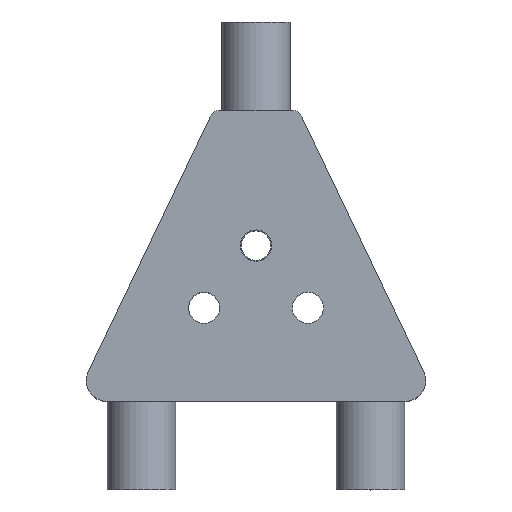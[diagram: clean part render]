
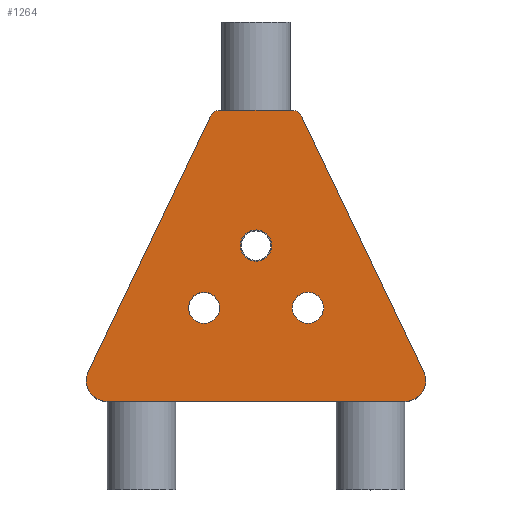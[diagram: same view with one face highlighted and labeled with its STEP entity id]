
A CAD part, top view. The second image highlights one B-rep face of the part: STEP entity #1264.
In plain terms, the highlighted face is planar.
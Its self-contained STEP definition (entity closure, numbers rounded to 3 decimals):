
#38=LINE('',#1922,#134);
#51=LINE('',#1973,#147);
#54=LINE('',#1981,#150);
#55=LINE('',#1983,#151);
#134=VECTOR('',#1535,10.);
#147=VECTOR('',#1560,10.);
#150=VECTOR('',#1567,10.);
#151=VECTOR('',#1570,10.);
#232=PLANE('',#1360);
#269=FACE_BOUND('',#389,.T.);
#270=FACE_BOUND('',#390,.T.);
#271=FACE_BOUND('',#391,.T.);
#307=FACE_OUTER_BOUND('',#388,.T.);
#388=EDGE_LOOP('',(#901,#902,#903,#904,#905,#906,#907,#908));
#389=EDGE_LOOP('',(#909));
#390=EDGE_LOOP('',(#910));
#391=EDGE_LOOP('',(#911));
#473=CIRCLE('',#1330,1.5);
#475=CIRCLE('',#1333,1.5);
#477=CIRCLE('',#1336,1.5);
#486=CIRCLE('',#1352,2.);
#489=CIRCLE('',#1358,2.);
#490=CIRCLE('',#1361,1.);
#491=CIRCLE('',#1362,1.);
#549=VERTEX_POINT('',#1876);
#551=VERTEX_POINT('',#1881);
#553=VERTEX_POINT('',#1886);
#563=VERTEX_POINT('',#1912);
#564=VERTEX_POINT('',#1914);
#566=VERTEX_POINT('',#1920);
#580=VERTEX_POINT('',#1966);
#581=VERTEX_POINT('',#1968);
#582=VERTEX_POINT('',#1972);
#584=VERTEX_POINT('',#1978);
#585=VERTEX_POINT('',#1980);
#676=EDGE_CURVE('',#549,#549,#473,.T.);
#678=EDGE_CURVE('',#551,#551,#475,.T.);
#680=EDGE_CURVE('',#553,#553,#477,.T.);
#690=EDGE_CURVE('',#563,#564,#486,.T.);
#694=EDGE_CURVE('',#563,#566,#38,.T.);
#709=EDGE_CURVE('',#580,#581,#489,.T.);
#711=EDGE_CURVE('',#582,#581,#51,.T.);
#714=EDGE_CURVE('',#584,#566,#490,.T.);
#715=EDGE_CURVE('',#584,#585,#54,.T.);
#716=EDGE_CURVE('',#582,#585,#491,.T.);
#717=EDGE_CURVE('',#580,#564,#55,.T.);
#901=ORIENTED_EDGE('',*,*,#690,.F.);
#902=ORIENTED_EDGE('',*,*,#694,.T.);
#903=ORIENTED_EDGE('',*,*,#714,.F.);
#904=ORIENTED_EDGE('',*,*,#715,.T.);
#905=ORIENTED_EDGE('',*,*,#716,.F.);
#906=ORIENTED_EDGE('',*,*,#711,.T.);
#907=ORIENTED_EDGE('',*,*,#709,.F.);
#908=ORIENTED_EDGE('',*,*,#717,.T.);
#909=ORIENTED_EDGE('',*,*,#676,.T.);
#910=ORIENTED_EDGE('',*,*,#678,.T.);
#911=ORIENTED_EDGE('',*,*,#680,.T.);
#1264=ADVANCED_FACE('',(#307,#269,#270,#271),#232,.F.);
#1330=AXIS2_PLACEMENT_3D('',#1877,#1483,#1484);
#1333=AXIS2_PLACEMENT_3D('',#1882,#1489,#1490);
#1336=AXIS2_PLACEMENT_3D('',#1887,#1495,#1496);
#1352=AXIS2_PLACEMENT_3D('',#1915,#1528,#1529);
#1358=AXIS2_PLACEMENT_3D('',#1969,#1555,#1556);
#1360=AXIS2_PLACEMENT_3D('',#1977,#1563,#1564);
#1361=AXIS2_PLACEMENT_3D('',#1979,#1565,#1566);
#1362=AXIS2_PLACEMENT_3D('',#1982,#1568,#1569);
#1483=DIRECTION('center_axis',(0.,0.,1.));
#1484=DIRECTION('ref_axis',(1.,0.,0.));
#1489=DIRECTION('center_axis',(0.,0.,1.));
#1490=DIRECTION('ref_axis',(1.,0.,0.));
#1495=DIRECTION('center_axis',(0.,0.,1.));
#1496=DIRECTION('ref_axis',(1.,0.,0.));
#1528=DIRECTION('center_axis',(0.,0.,1.));
#1529=DIRECTION('ref_axis',(-0.846,-0.533,0.));
#1535=DIRECTION('',(0.431,0.902,0.));
#1555=DIRECTION('center_axis',(0.,0.,1.));
#1556=DIRECTION('ref_axis',(0.846,-0.533,0.));
#1560=DIRECTION('',(0.431,-0.902,0.));
#1563=DIRECTION('center_axis',(0.,0.,1.));
#1564=DIRECTION('ref_axis',(1.,0.,0.));
#1565=DIRECTION('center_axis',(0.,0.,1.));
#1566=DIRECTION('ref_axis',(-0.533,0.846,0.));
#1567=DIRECTION('',(1.,0.,0.));
#1568=DIRECTION('center_axis',(0.,0.,1.));
#1569=DIRECTION('ref_axis',(0.533,0.846,0.));
#1570=DIRECTION('',(-1.,0.,0.));
#1876=CARTESIAN_POINT('',(-1.5,1.,0.));
#1877=CARTESIAN_POINT('Origin',(0.,1.,0.));
#1881=CARTESIAN_POINT('',(-6.5,-5.,0.));
#1882=CARTESIAN_POINT('Origin',(-5.,-5.,0.));
#1886=CARTESIAN_POINT('',(3.5,-5.,0.));
#1887=CARTESIAN_POINT('Origin',(5.,-5.,0.));
#1912=CARTESIAN_POINT('',(-16.131,-11.137,0.));
#1914=CARTESIAN_POINT('',(-14.327,-14.,0.));
#1915=CARTESIAN_POINT('Origin',(-14.327,-12.,0.));
#1920=CARTESIAN_POINT('',(-4.382,13.431,0.));
#1922=CARTESIAN_POINT('',(-17.5,-14.,0.));
#1966=CARTESIAN_POINT('',(14.327,-14.,0.));
#1968=CARTESIAN_POINT('',(16.131,-11.137,0.));
#1969=CARTESIAN_POINT('Origin',(14.327,-12.,0.));
#1972=CARTESIAN_POINT('',(4.382,13.431,0.));
#1973=CARTESIAN_POINT('',(4.11,14.,0.));
#1977=CARTESIAN_POINT('Origin',(0.,0.,0.));
#1978=CARTESIAN_POINT('',(-3.48,14.,0.));
#1979=CARTESIAN_POINT('Origin',(-3.48,13.,0.));
#1980=CARTESIAN_POINT('',(3.48,14.,0.));
#1981=CARTESIAN_POINT('',(-4.11,14.,0.));
#1982=CARTESIAN_POINT('Origin',(3.48,13.,0.));
#1983=CARTESIAN_POINT('',(17.5,-14.,0.));
